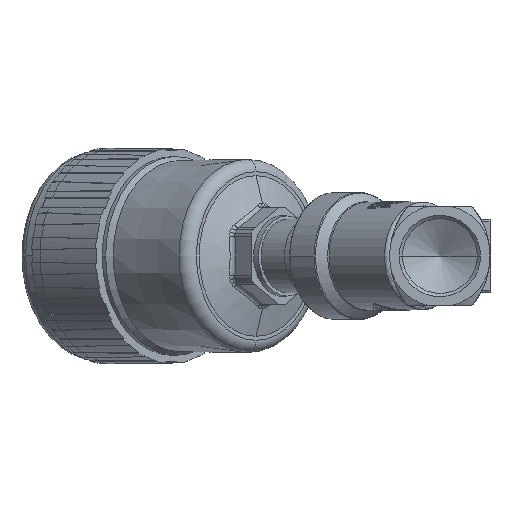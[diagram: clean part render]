
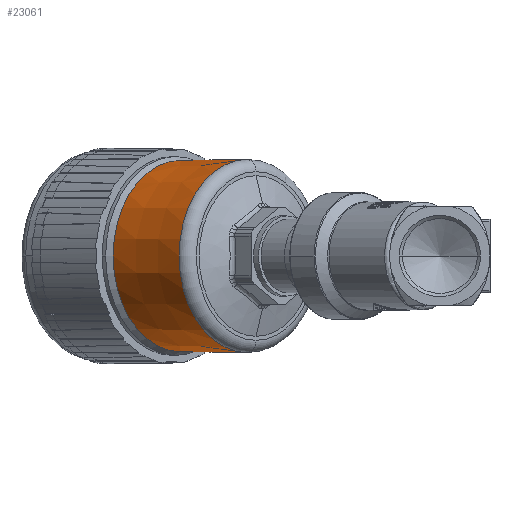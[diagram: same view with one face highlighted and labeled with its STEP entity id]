
A CAD part, left-side view. The second image highlights one B-rep face of the part: STEP entity #23061.
In plain terms, the highlighted conical face has half-angle 0.555 degrees and reference radius 39.304 mm.
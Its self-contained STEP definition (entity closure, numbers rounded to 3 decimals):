
#19413=DIRECTION('',(0.01,0.,1.));
#19414=VECTOR('',#19413,38.512);
#19415=CARTESIAN_POINT('',(39.118,0.,
-58.66));
#19416=LINE('',#19415,#19414);
#19451=DIRECTION('',(0.01,0.,-1.));
#19452=VECTOR('',#19451,38.512);
#19453=CARTESIAN_POINT('',(-39.491,0.,
-20.15));
#19454=LINE('',#19453,#19452);
#19612=CARTESIAN_POINT('',(0.,0.,-58.66));
#19613=DIRECTION('',(0.,0.,1.));
#19614=DIRECTION('',(-1.,0.,0.));
#19615=AXIS2_PLACEMENT_3D('',#19612,#19613,#19614);
#19625=CARTESIAN_POINT('',(0.,0.,-20.15));
#19626=DIRECTION('',(0.,0.,-1.));
#19627=DIRECTION('',(1.,0.,0.));
#19628=AXIS2_PLACEMENT_3D('',#19625,#19626,#19627);
#20686=CARTESIAN_POINT('',(39.491,0.,-20.15));
#20687=CARTESIAN_POINT('',(-39.491,0.,
-20.15));
#20688=VERTEX_POINT('',#20686);
#20689=VERTEX_POINT('',#20687);
#20694=CARTESIAN_POINT('',(-39.118,0.,
-58.66));
#20695=CARTESIAN_POINT('',(39.118,0.,
-58.66));
#20696=VERTEX_POINT('',#20694);
#20697=VERTEX_POINT('',#20695);
#23049=CARTESIAN_POINT('',(0.,0.,-39.405));
#23050=DIRECTION('',(0.,0.,1.));
#23051=DIRECTION('',(-1.,0.,0.));
#23052=AXIS2_PLACEMENT_3D('',#23049,#23050,#23051);
#23053=CONICAL_SURFACE('',#23052,39.304,0.555);
#23054=ORIENTED_EDGE('',*,*,#23016,.F.);
#23055=ORIENTED_EDGE('',*,*,#22739,.F.);
#23057=ORIENTED_EDGE('',*,*,#23056,.F.);
#23058=ORIENTED_EDGE('',*,*,#22727,.F.);
#23059=EDGE_LOOP('',(#23054,#23055,#23057,#23058));
#23060=FACE_OUTER_BOUND('',#23059,.F.);
#23061=ADVANCED_FACE('',(#23060),#23053,.T.);
#19616=CIRCLE('',#19615,39.118);
#19629=CIRCLE('',#19628,39.491);
#22727=EDGE_CURVE('',#20697,#20688,#19416,.T.);
#22739=EDGE_CURVE('',#20689,#20696,#19454,.T.);
#23016=EDGE_CURVE('',#20696,#20697,#19616,.T.);
#23056=EDGE_CURVE('',#20688,#20689,#19629,.T.);
